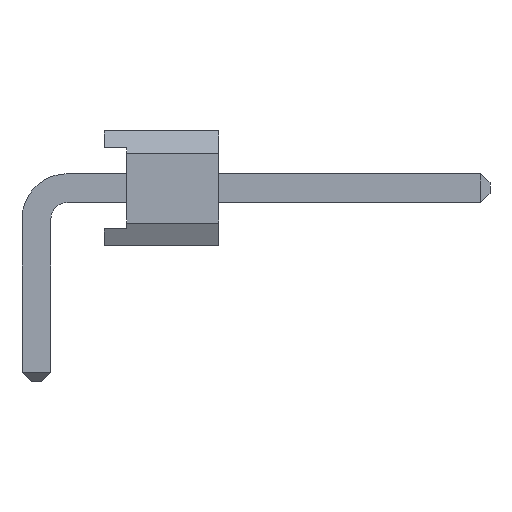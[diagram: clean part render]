
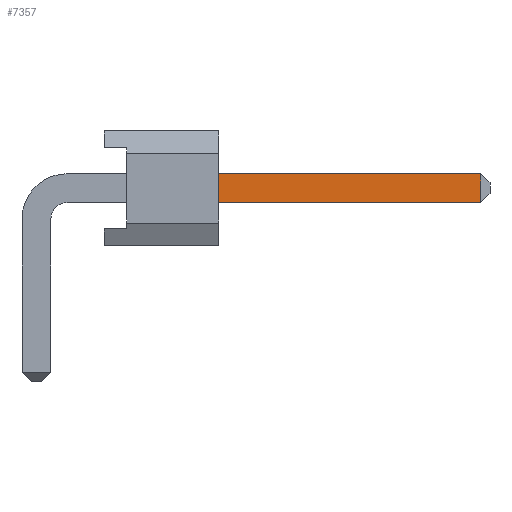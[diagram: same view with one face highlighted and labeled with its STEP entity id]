
A CAD part, front view. The second image highlights one B-rep face of the part: STEP entity #7357.
In plain terms, the highlighted face is planar.
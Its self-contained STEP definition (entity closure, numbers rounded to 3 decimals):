
#1274=ORIENTED_EDGE('',*,*,#2181,.T.);
#1275=ORIENTED_EDGE('',*,*,#2133,.F.);
#1276=ORIENTED_EDGE('',*,*,#2178,.T.);
#1277=ORIENTED_EDGE('',*,*,#2171,.T.);
#2133=EDGE_CURVE('',#2677,#2674,#3313,.T.);
#2171=EDGE_CURVE('',#2715,#2714,#3351,.T.);
#2178=EDGE_CURVE('',#2677,#2715,#3358,.T.);
#2181=EDGE_CURVE('',#2714,#2674,#3361,.T.);
#2674=VERTEX_POINT('',#10275);
#2677=VERTEX_POINT('',#10280);
#2714=VERTEX_POINT('',#10357);
#2715=VERTEX_POINT('',#10359);
#3313=LINE('',#10281,#4021);
#3351=LINE('',#10358,#4059);
#3358=LINE('',#10372,#4066);
#3361=LINE('',#10376,#4069);
#4021=VECTOR('',#8793,1000.);
#4059=VECTOR('',#8835,1000.);
#4066=VECTOR('',#8850,1000.);
#4069=VECTOR('',#8855,1000.);
#4435=EDGE_LOOP('',(#1274,#1275,#1276,#1277));
#4745=FACE_BOUND('',#4435,.T.);
#5019=PLANE('',#7692);
#7357=ADVANCED_FACE('',(#4745),#5019,.F.);
#7692=AXIS2_PLACEMENT_3D('',#10378,#8858,#8859);
#8793=DIRECTION('',(0.,-1.,0.));
#8835=DIRECTION('',(0.,-1.,0.));
#8850=DIRECTION('',(0.,0.,1.));
#8855=DIRECTION('',(0.,0.,-1.));
#8858=DIRECTION('',(-1.,0.,0.));
#8859=DIRECTION('',(0.,0.,1.));
#10275=CARTESIAN_POINT('',(10.48,-0.32,1.27));
#10280=CARTESIAN_POINT('',(10.48,0.32,1.27));
#10281=CARTESIAN_POINT('',(10.48,0.32,1.27));
#10357=CARTESIAN_POINT('',(10.48,-0.32,7.07));
#10358=CARTESIAN_POINT('',(10.48,0.68,7.07));
#10359=CARTESIAN_POINT('',(10.48,0.32,7.07));
#10372=CARTESIAN_POINT('',(10.48,0.32,-2.09));
#10376=CARTESIAN_POINT('',(10.48,-0.32,-2.09));
#10378=CARTESIAN_POINT('',(10.48,0.68,-2.09));
